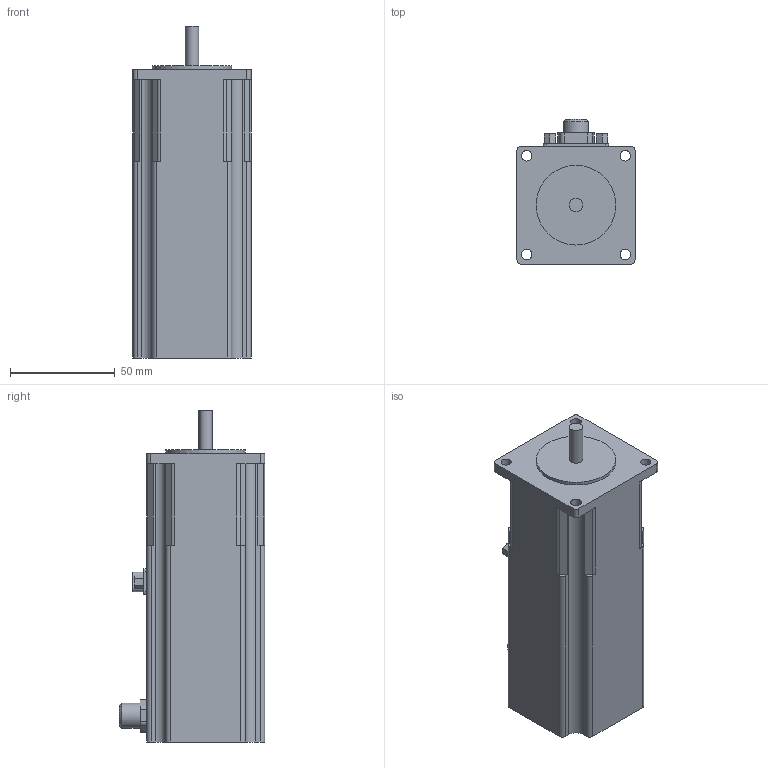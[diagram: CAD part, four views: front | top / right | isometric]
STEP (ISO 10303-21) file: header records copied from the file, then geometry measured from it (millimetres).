
FILE_DESCRIPTION(/* description */ ('STEP AP214'),/* implementation_level */ '2;1');
FILE_NAME(/* name */ '1370477_EMMS-ST-57-S-SEB-G2',/* time_stamp */ '2024-08-26T19:14:21+02:00',/* author */ ('License CC BY-ND 4.0'),/* organization */ ('CADENAS'),/* preprocessor_version */ 'ST-DEVELOPER v19.3',/* originating_system */ 'PARTsolutions',/* authorisation */ ' ');
FILE_SCHEMA (('AUTOMOTIVE_DESIGN {1 0 10303 214 3 1 1}'));
Length unit declared in the file: millimetre
Products named in the file (1): 1370477 EMMS-ST-57-S-SEB-G2
Bounding box: 56.4 x 69.4 x 158.6 mm (x, y, z)
Volume: 398456.2 mm3; surface area: 37716 mm2
Topology: 1 solids, 1 shells, 169 faces, 422 edges, 285 vertices
Faces by surface type: plane 98, cylinder 70, cone 1
Full cylindrical faces by diameter (mm): 1 x17, 2.5 x2, 5 x4, 6.35 x1, 12 x1, 38.1 x1
Entity records: 6065 total; most frequent: DIRECTION 864, CARTESIAN_POINT 826, ORIENTED_EDGE 766, EDGE_CURVE 383, AXIS2_PLACEMENT_3D 311, VERTEX_POINT 273, LINE 242, VECTOR 242
